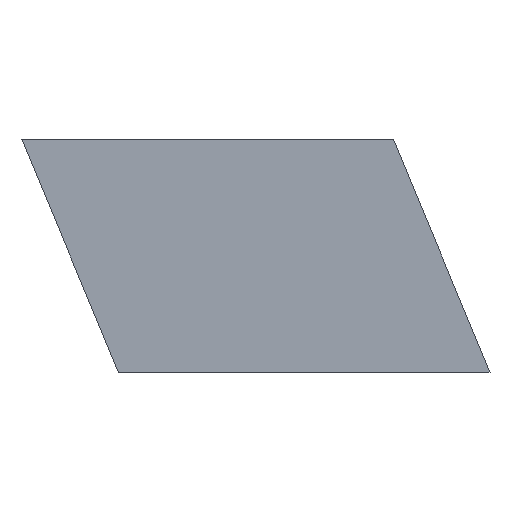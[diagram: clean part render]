
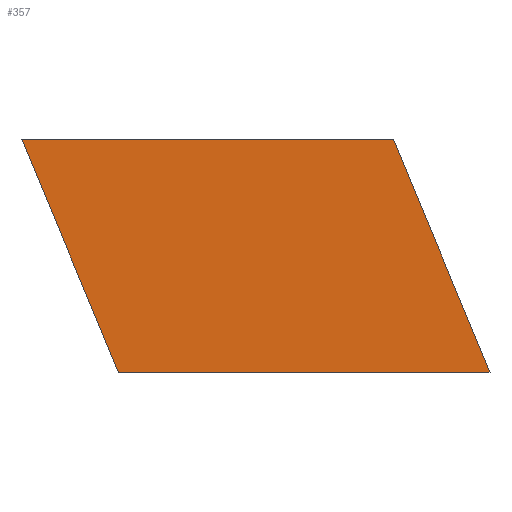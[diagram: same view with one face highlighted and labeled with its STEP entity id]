
A CAD part, front view. The second image highlights one B-rep face of the part: STEP entity #357.
In plain terms, the highlighted planar face has unit normal (0, -1, 0).
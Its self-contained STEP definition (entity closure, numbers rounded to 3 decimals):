
#11 = LINE ( 'NONE', #68, #208 ) ;
#12 = ORIENTED_EDGE ( 'NONE', *, *, #280, .F. ) ;
#47 = LINE ( 'NONE', #444, #90 ) ;
#68 = CARTESIAN_POINT ( 'NONE',  ( -10.55, 0., 5.25 ) ) ;
#90 = VECTOR ( 'NONE', #453, 1000. ) ;
#122 = DIRECTION ( 'NONE',  ( 0.383, 0., -0.924 ) ) ;
#157 = PLANE ( 'NONE',  #772 ) ;
#180 = ORIENTED_EDGE ( 'NONE', *, *, #227, .F. ) ;
#187 = CARTESIAN_POINT ( 'NONE',  ( -6.201, 0., -5.25 ) ) ;
#197 = FACE_OUTER_BOUND ( 'NONE', #626, .T. ) ;
#208 = VECTOR ( 'NONE', #695, 1000. ) ;
#227 = EDGE_CURVE ( 'NONE', #409, #284, #339, .T. ) ;
#230 = CARTESIAN_POINT ( 'NONE',  ( 0., 0., 0. ) ) ;
#231 = DIRECTION ( 'NONE',  ( 0., -1., 0. ) ) ;
#268 = DIRECTION ( 'NONE',  ( -1., 0., 0. ) ) ;
#280 = EDGE_CURVE ( 'NONE', #366, #409, #560, .T. ) ;
#284 = VERTEX_POINT ( 'NONE', #840 ) ;
#290 = CARTESIAN_POINT ( 'NONE',  ( 10.55, 0., -5.25 ) ) ;
#325 = EDGE_CURVE ( 'NONE', #642, #366, #11, .T. ) ;
#339 = LINE ( 'NONE', #187, #669 ) ;
#357 = ADVANCED_FACE ( 'NONE', ( #197 ), #157, .T. ) ;
#366 = VERTEX_POINT ( 'NONE', #491 ) ;
#409 = VERTEX_POINT ( 'NONE', #290 ) ;
#444 = CARTESIAN_POINT ( 'NONE',  ( -10.55, 0., 5.25 ) ) ;
#453 = DIRECTION ( 'NONE',  ( -0.383, 0., 0.924 ) ) ;
#475 = EDGE_CURVE ( 'NONE', #284, #642, #47, .T. ) ;
#491 = CARTESIAN_POINT ( 'NONE',  ( 6.201, 0., 5.25 ) ) ;
#560 = LINE ( 'NONE', #716, #631 ) ;
#561 = ORIENTED_EDGE ( 'NONE', *, *, #325, .F. ) ;
#626 = EDGE_LOOP ( 'NONE', ( #658, #180, #12, #561 ) ) ;
#631 = VECTOR ( 'NONE', #122, 1000. ) ;
#642 = VERTEX_POINT ( 'NONE', #683 ) ;
#658 = ORIENTED_EDGE ( 'NONE', *, *, #475, .F. ) ;
#669 = VECTOR ( 'NONE', #268, 1000. ) ;
#683 = CARTESIAN_POINT ( 'NONE',  ( -10.55, 0., 5.25 ) ) ;
#695 = DIRECTION ( 'NONE',  ( 1., 0., 0. ) ) ;
#716 = CARTESIAN_POINT ( 'NONE',  ( 6.201, 0., 5.25 ) ) ;
#760 = DIRECTION ( 'NONE',  ( 0., 0., -1. ) ) ;
#772 = AXIS2_PLACEMENT_3D ( 'NONE', #230, #231, #760 ) ;
#840 = CARTESIAN_POINT ( 'NONE',  ( -6.201, 0., -5.25 ) ) ;
